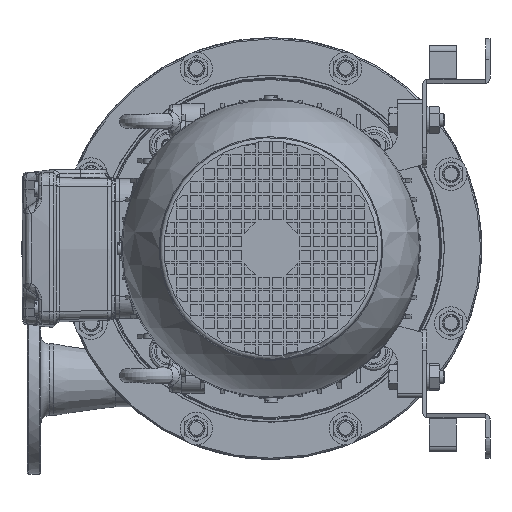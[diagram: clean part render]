
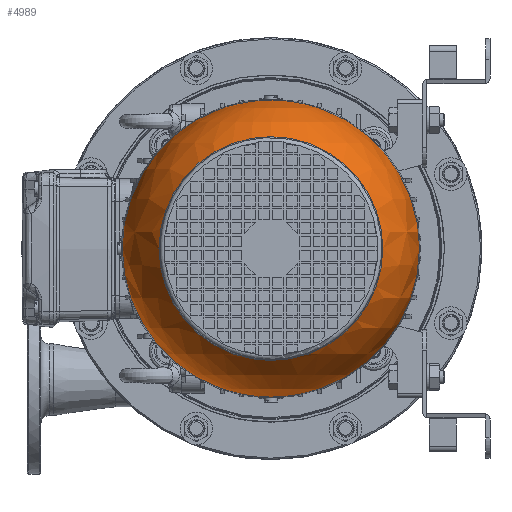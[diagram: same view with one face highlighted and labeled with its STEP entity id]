
A CAD part, left-side view. The second image highlights one B-rep face of the part: STEP entity #4989.
In plain terms, the highlighted spherical face has radius 109.835 mm.
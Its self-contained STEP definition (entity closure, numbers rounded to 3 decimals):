
#4989=ADVANCED_FACE('',(#27434,#27436),#27438,.T.);
#27434=FACE_BOUND('',#27435,.T.);
#27435=EDGE_LOOP('',(#50928));
#27436=FACE_BOUND('',#27437,.T.);
#27437=EDGE_LOOP('',(#50929));
#27438=SPHERICAL_SURFACE('',#27439,109.835);
#27439=AXIS2_PLACEMENT_3D('',#27440,#27441,#27442);
#27440=CARTESIAN_POINT('',(0.,0.,-115.));
#27441=DIRECTION('',(1.,-0.,0.));
#27442=DIRECTION('',(0.,1.,0.));
#50928=ORIENTED_EDGE('',*,*,#62734,.T.);
#50929=ORIENTED_EDGE('',*,*,#62733,.F.);
#62733=EDGE_CURVE('',#69445,#69445,#69446,.T.);
#62734=EDGE_CURVE('',#69447,#69447,#69448,.T.);
#69445=VERTEX_POINT('',#86802);
#69446=CIRCLE('',#86803,82.74);
#69447=VERTEX_POINT('',#86807);
#69448=CIRCLE('',#86808,109.798);
#86802=CARTESIAN_POINT('',(0.,82.74,-187.235));
#86803=AXIS2_PLACEMENT_3D('',#86804,#86805,#86806);
#86804=CARTESIAN_POINT('',(0.,0.,-187.235));
#86805=DIRECTION('',(0.,0.,-1.));
#86806=DIRECTION('',(0.,1.,0.));
#86807=CARTESIAN_POINT('',(0.,-109.798,-117.875));
#86808=AXIS2_PLACEMENT_3D('',#86809,#86810,#86811);
#86809=CARTESIAN_POINT('',(0.,0.,-117.875));
#86810=DIRECTION('',(-0.,0.,-1.));
#86811=DIRECTION('',(0.,-1.,0.));
